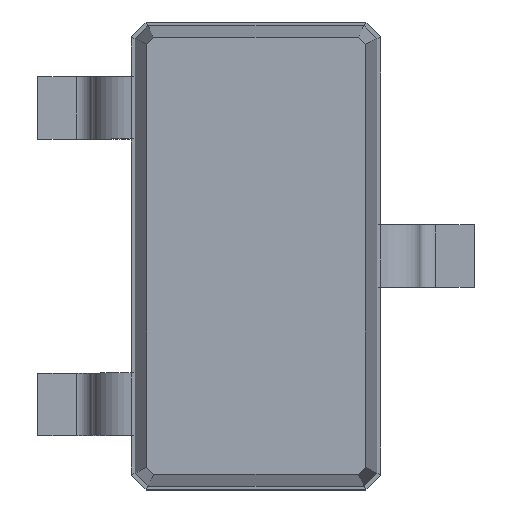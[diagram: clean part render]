
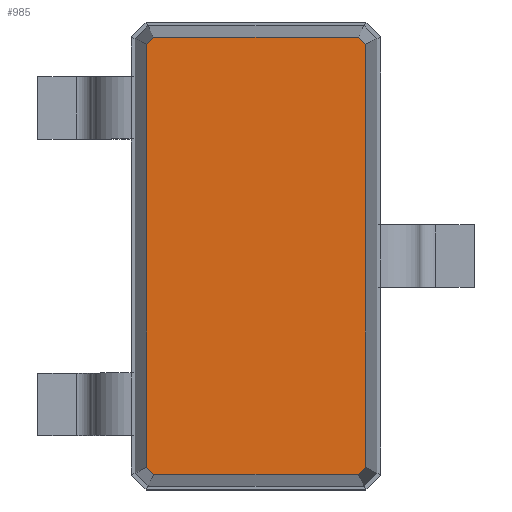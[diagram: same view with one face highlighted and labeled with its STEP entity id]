
A CAD part, top view. The second image highlights one B-rep face of the part: STEP entity #985.
In plain terms, the highlighted planar face has unit normal (0, 0, 1).
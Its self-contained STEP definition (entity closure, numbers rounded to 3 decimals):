
#12=DIRECTION('',(0.,0.,1.));
#26=VECTOR('',#27,1.);
#27=DIRECTION('',(1.,0.,0.));
#50=VECTOR('',#51,1.);
#51=DIRECTION('',(0.707,-0.707,0.));
#57=VECTOR('',#58,1.);
#58=DIRECTION('',(0.,-1.,0.));
#64=VECTOR('',#65,1.);
#65=DIRECTION('',(-0.707,-0.707,0.));
#71=VECTOR('',#72,1.);
#72=DIRECTION('',(-1.,0.,0.));
#78=VECTOR('',#79,1.);
#79=DIRECTION('',(-0.707,0.707,0.));
#85=VECTOR('',#86,1.);
#86=DIRECTION('',(0.,1.,0.));
#90=VECTOR('',#91,1.);
#91=DIRECTION('',(0.707,0.707,0.));
#494=VERTEX_POINT('',#495);
#495=CARTESIAN_POINT('',(0.656,1.401,1.3));
#498=EDGE_CURVE('',#499,#494,#501,.T.);
#499=VERTEX_POINT('',#500);
#500=CARTESIAN_POINT('',(-0.656,1.401,1.3));
#501=LINE('',#500,#26);
#977=VERTEX_POINT('',#978);
#978=CARTESIAN_POINT('',(0.701,1.356,1.3));
#981=EDGE_CURVE('',#494,#977,#982,.T.);
#982=LINE('',#495,#50);
#985=ADVANCED_FACE('',(#986),#1018,.T.);
#986=FACE_BOUND('',#987,.F.);
#987=EDGE_LOOP('',(#988,#989,#990,#995,#1000,#1005,#1010,#1015));
#988=ORIENTED_EDGE('',*,*,#498,.T.);
#989=ORIENTED_EDGE('',*,*,#981,.T.);
#990=ORIENTED_EDGE('',*,*,#991,.T.);
#991=EDGE_CURVE('',#977,#992,#994,.T.);
#992=VERTEX_POINT('',#993);
#993=CARTESIAN_POINT('',(0.701,-1.356,1.3));
#994=LINE('',#978,#57);
#995=ORIENTED_EDGE('',*,*,#996,.T.);
#996=EDGE_CURVE('',#992,#997,#999,.T.);
#997=VERTEX_POINT('',#998);
#998=CARTESIAN_POINT('',(0.656,-1.401,1.3));
#999=LINE('',#993,#64);
#1000=ORIENTED_EDGE('',*,*,#1001,.T.);
#1001=EDGE_CURVE('',#997,#1002,#1004,.T.);
#1002=VERTEX_POINT('',#1003);
#1003=CARTESIAN_POINT('',(-0.656,-1.401,1.3));
#1004=LINE('',#998,#71);
#1005=ORIENTED_EDGE('',*,*,#1006,.T.);
#1006=EDGE_CURVE('',#1002,#1007,#1009,.T.);
#1007=VERTEX_POINT('',#1008);
#1008=CARTESIAN_POINT('',(-0.701,-1.356,1.3));
#1009=LINE('',#1003,#78);
#1010=ORIENTED_EDGE('',*,*,#1011,.T.);
#1011=EDGE_CURVE('',#1007,#1012,#1014,.T.);
#1012=VERTEX_POINT('',#1013);
#1013=CARTESIAN_POINT('',(-0.701,1.356,1.3));
#1014=LINE('',#1008,#85);
#1015=ORIENTED_EDGE('',*,*,#1016,.T.);
#1016=EDGE_CURVE('',#1012,#499,#1017,.T.);
#1017=LINE('',#1013,#90);
#1018=PLANE('',#1019);
#1019=AXIS2_PLACEMENT_3D('',#500,#12,#1020);
#1020=DIRECTION('',(0.424,-0.906,0.));
